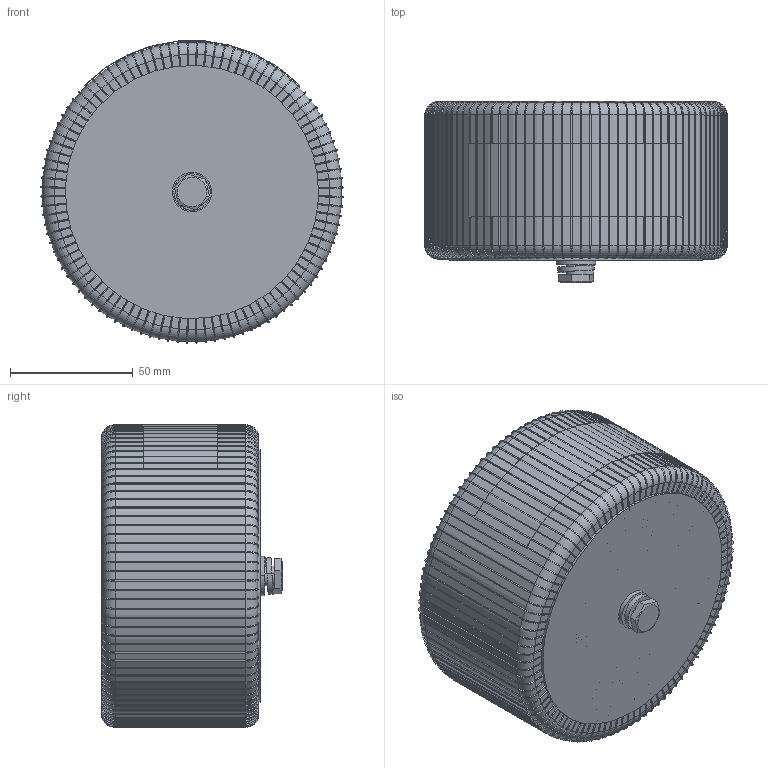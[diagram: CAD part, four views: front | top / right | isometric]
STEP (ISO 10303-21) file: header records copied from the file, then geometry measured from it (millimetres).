
FILE_DESCRIPTION (( 'STEP AP214' ), '1' );
FILE_NAME ('VTX-146-0001-250.STEP', '2025-03-09T20:01:34', ( '' ), ( '' ), 'SwSTEP 2.0', 'SolidWorks 2024', '' );
FILE_SCHEMA (( 'AUTOMOTIVE_DESIGN' ));
Length unit declared in the file: millimetre
Products named in the file (9): 72523-HPW-M8-A4; VTX-146-0001 SERIES BOLT_250 VA; VTX-146-0001-250; VTX-146-0001-250 EPOXY; 62317-HTN-M8-A2; VTX-146-0001 SERIES CORE_250 VA; 62564-HRSW-M8-A4; VTX-146-0001 SERIES RUBBER PAD_250 VA; VTX-146-0001-250 LABEL
Assembly tree (8 placements, depth 2):
  VTX-146-0001-250
    VTX-146-0001 SERIES CORE_250 VA
    VTX-146-0001 SERIES BOLT_250 VA
    VTX-146-0001-250 EPOXY
    VTX-146-0001 SERIES RUBBER PAD_250 VA
    VTX-146-0001-250 LABEL
    62317-HTN-M8-A2
    62564-HRSW-M8-A4
    72523-HPW-M8-A4
Bounding box: 122.94 x 73.6 x 122.96 mm (x, y, z)
Volume: 751156.9 mm3; surface area: 122098 mm2
Topology: 108 solids, 108 shells, 1953 faces, 4773 edges, 2838 vertices
Faces by surface type: cylinder 1085, torus 812, plane 46, bspline 6, cone 4
Entity records: 62067 total; most frequent: DIRECTION 12093, CARTESIAN_POINT 12004, ORIENTED_EDGE 9546, AXIS2_PLACEMENT_3D 5467, EDGE_CURVE 4773, CIRCLE 3509, VERTEX_POINT 2838, EDGE_LOOP 1965
